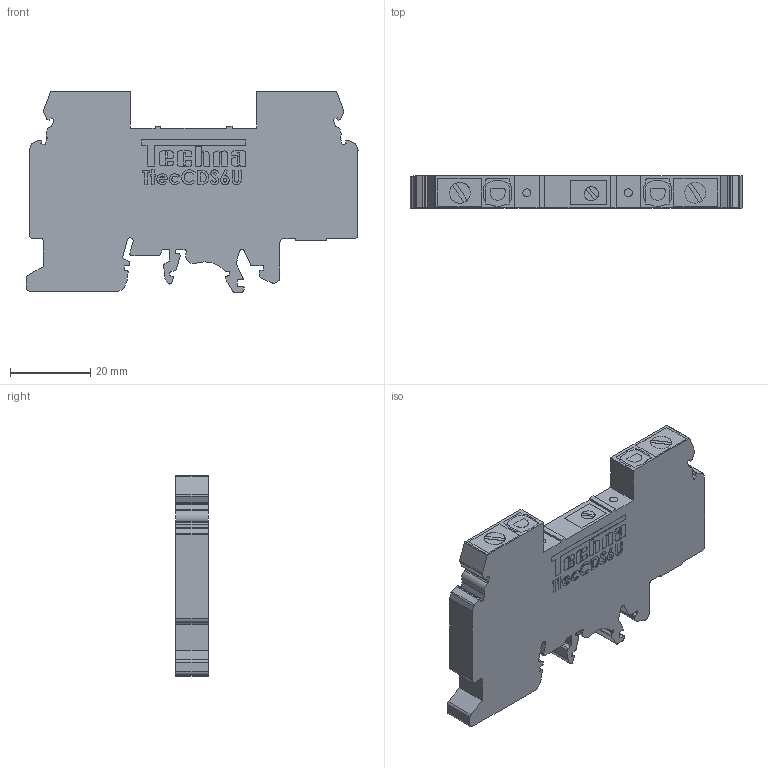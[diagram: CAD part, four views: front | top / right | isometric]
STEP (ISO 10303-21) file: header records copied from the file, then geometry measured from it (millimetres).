
FILE_DESCRIPTION (( 'STEP AP214' ), '1' );
FILE_NAME ('TtecCDS6U.STEP', '2020-10-19T09:14:01', ( '' ), ( '' ), 'SwSTEP 2.0', 'SolidWorks 2020', '' );
FILE_SCHEMA (( 'AUTOMOTIVE_DESIGN' ));
Length unit declared in the file: millimetre
Products named in the file (1): TtecCDS6U
Bounding box: 82.8 x 8 x 50.11 mm (x, y, z)
Volume: 25158.4 mm3; surface area: 9269.4 mm2
Topology: 1 solids, 1 shells, 784 faces, 2182 edges, 1452 vertices
Faces by surface type: plane 412, cylinder 260, bspline 112
Entity records: 36702 total; most frequent: CARTESIAN_POINT 11347, ORIENTED_EDGE 4364, DIRECTION 3832, EDGE_CURVE 2182, VERTEX_POINT 1452, VECTOR 1430, LINE 1430, AXIS2_PLACEMENT_3D 1201
